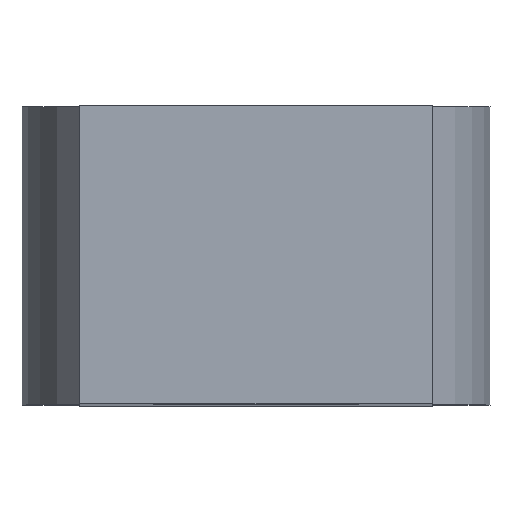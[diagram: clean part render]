
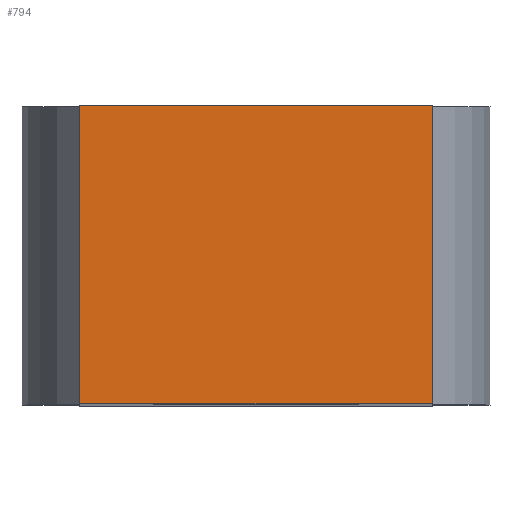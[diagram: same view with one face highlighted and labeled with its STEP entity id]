
A CAD part, top view. The second image highlights one B-rep face of the part: STEP entity #794.
In plain terms, the highlighted planar face has unit normal (0, 0, 1).
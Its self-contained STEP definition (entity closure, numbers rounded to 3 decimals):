
#58=PLANE('',#875);
#98=FACE_OUTER_BOUND('',#148,.T.);
#148=EDGE_LOOP('',(#697,#698,#699,#700));
#211=LINE('',#1228,#301);
#239=LINE('',#1289,#329);
#240=LINE('',#1290,#330);
#241=LINE('',#1291,#331);
#301=VECTOR('',#1010,10.);
#329=VECTOR('',#1064,10.);
#330=VECTOR('',#1065,10.);
#331=VECTOR('',#1066,10.);
#397=VERTEX_POINT('',#1225);
#398=VERTEX_POINT('',#1227);
#417=VERTEX_POINT('',#1287);
#418=VERTEX_POINT('',#1288);
#488=EDGE_CURVE('',#397,#398,#211,.T.);
#517=EDGE_CURVE('',#417,#418,#239,.T.);
#518=EDGE_CURVE('',#417,#398,#240,.T.);
#519=EDGE_CURVE('',#418,#397,#241,.T.);
#697=ORIENTED_EDGE('',*,*,#517,.F.);
#698=ORIENTED_EDGE('',*,*,#518,.T.);
#699=ORIENTED_EDGE('',*,*,#488,.F.);
#700=ORIENTED_EDGE('',*,*,#519,.F.);
#794=ADVANCED_FACE('',(#98),#58,.T.);
#875=AXIS2_PLACEMENT_3D('',#1286,#1062,#1063);
#1010=DIRECTION('',(1.,0.,0.));
#1062=DIRECTION('center_axis',(0.,0.,1.));
#1063=DIRECTION('ref_axis',(1.,0.,0.));
#1064=DIRECTION('',(-1.,0.,0.));
#1065=DIRECTION('',(0.,1.,0.));
#1066=DIRECTION('',(0.,1.,0.));
#1225=CARTESIAN_POINT('',(-6.,10.16,23.5));
#1227=CARTESIAN_POINT('',(6.,10.16,23.5));
#1228=CARTESIAN_POINT('',(6.,10.16,23.5));
#1286=CARTESIAN_POINT('Origin',(-6.,0.,23.5));
#1287=CARTESIAN_POINT('',(6.,0.,23.5));
#1288=CARTESIAN_POINT('',(-6.,0.,23.5));
#1289=CARTESIAN_POINT('',(6.,0.,23.5));
#1290=CARTESIAN_POINT('',(6.,0.,23.5));
#1291=CARTESIAN_POINT('',(-6.,0.,23.5));
